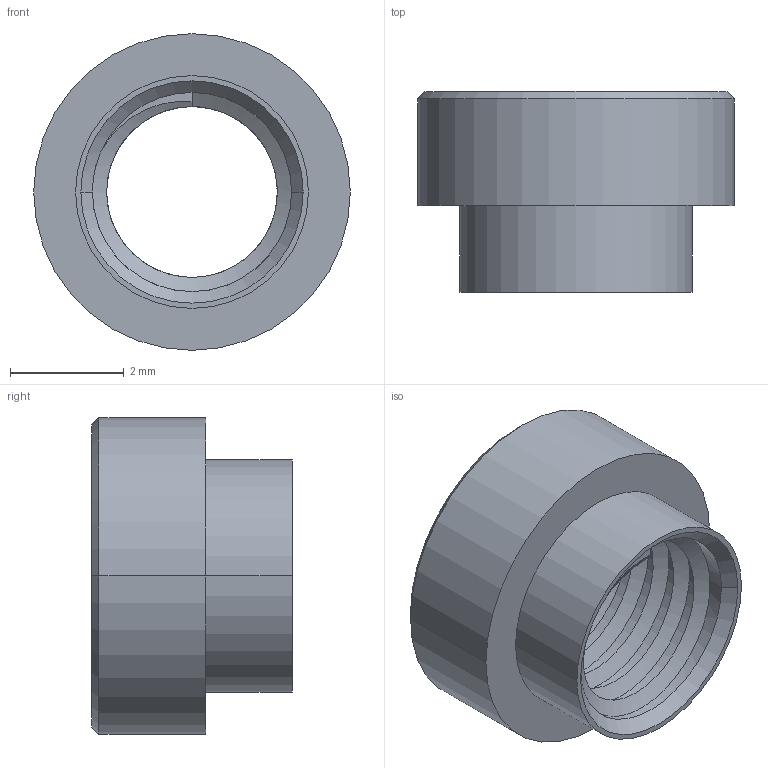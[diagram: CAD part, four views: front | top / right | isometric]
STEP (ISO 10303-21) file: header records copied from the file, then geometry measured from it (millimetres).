
FILE_DESCRIPTION (( 'STEP AP214' ), '1' );
FILE_NAME ('24881.STEP', '2016-11-16T17:01:08', ( '' ), ( '' ), 'SwSTEP 2.0', 'SolidWorks 2013', '' );
FILE_SCHEMA (( 'AUTOMOTIVE_DESIGN' ));
Length unit declared in the file: millimetre
Products named in the file (1): 24881
Bounding box: 5.56 x 3.52 x 5.56 mm (x, y, z)
Volume: 36.4 mm3; surface area: 136.1 mm2
Topology: 1 solids, 1 shells, 33 faces, 81 edges, 51 vertices
Faces by surface type: cylinder 19, cone 6, plane 6, bspline 2
Entity records: 1568 total; most frequent: CARTESIAN_POINT 827, ORIENTED_EDGE 162, DIRECTION 136, EDGE_CURVE 81, AXIS2_PLACEMENT_3D 54, VERTEX_POINT 51, EDGE_LOOP 36, FACE_OUTER_BOUND 33
